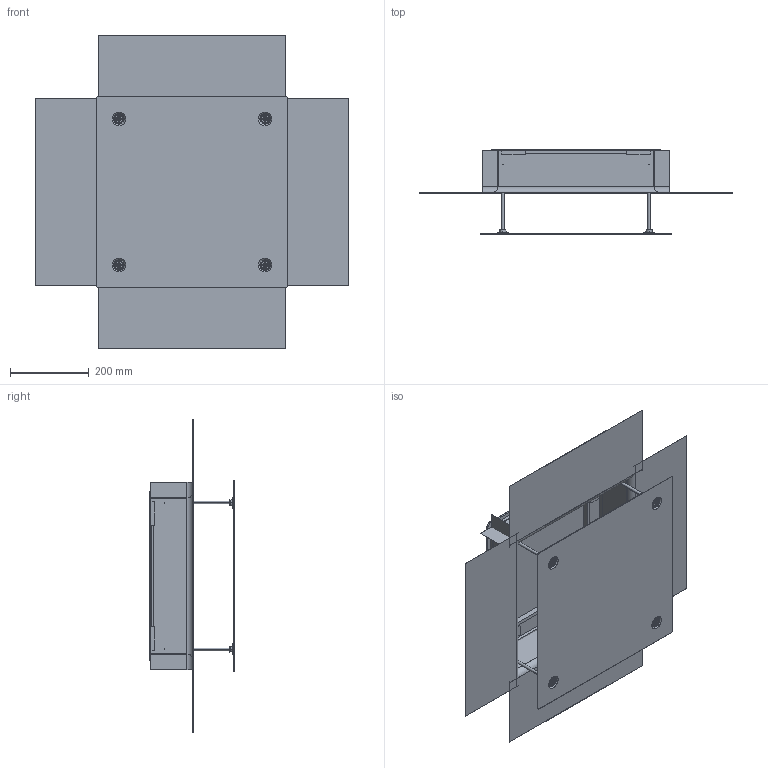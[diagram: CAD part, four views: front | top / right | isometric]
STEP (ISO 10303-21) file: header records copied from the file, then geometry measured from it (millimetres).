
FILE_DESCRIPTION((''),'2;1');
FILE_NAME('U05305KUN_ASM','2022-10-07T20:37:55',('SK00731324'),(''),'CREO PARAMETRIC BY PTC INC, 2020281','CREO PARAMETRIC BY PTC INC, 2020281','');
FILE_SCHEMA(('CONFIG_CONTROL_DESIGN'));
Length unit declared in the file: millimetre
Products named in the file (9): U05359KUN; U05349KUN; U09125KUN; U05365KUN; U05354KUN; U05352KUN; U05356KUN; U05342KUN_ASM; U05305KUN_ASM
Assembly tree (23 placements, depth 3):
  U05305KUN_ASM
    U05359KUN
    U05349KUN  x4
    U09125KUN  x4
    U05365KUN  x4
    U05342KUN_ASM
      U05354KUN  x4
      U05352KUN  x4
      U05356KUN
Bounding box: 796.8 x 215 x 796.8 mm (x, y, z)
Volume: 1132622.2 mm3; surface area: 2153093.2 mm2
Topology: 22 solids, 26 shells, 2272 faces, 5992 edges, 3972 vertices
Faces by surface type: plane 1668, bspline 288, cone 240, cylinder 76
Entity records: 24353 total; most frequent: CARTESIAN_POINT 9104, ORIENTED_EDGE 3226, DIRECTION 2829, EDGE_CURVE 1615, VECTOR 1191, LINE 1191, VERTEX_POINT 1071, AXIS2_PLACEMENT_3D 819
